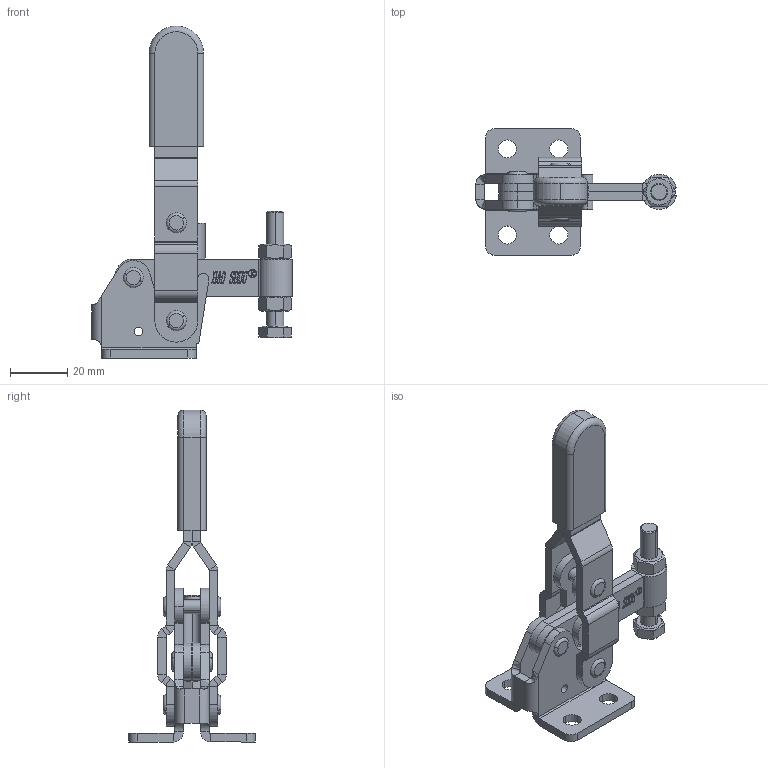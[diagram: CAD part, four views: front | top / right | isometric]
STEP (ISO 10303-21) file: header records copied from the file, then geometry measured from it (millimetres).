
FILE_DESCRIPTION (( 'STEP AP203' ), '1' );
FILE_NAME ('HS-11401 .STEP', '2019-07-29T01:37:22', ( '微软用户' ), ( '微软中国' ), 'SwSTEP 2.0', 'SolidWorks 2012', '' );
FILE_SCHEMA (( 'CONFIG_CONTROL_DESIGN' ));
Length unit declared in the file: millimetre
Products named in the file (11): HS-11401 ; hex nuts, style 1-grades ab gb_GB_FASTENER_NUT_SNAB1 M6-N; 傻种; hexagon head bolts-full thread gb_GB_FASTENER_BOLT_STBAB A M6X40-C; 揤參; 种; 忒梟; 忒參; 蟀裝; 楊擘菁釱
Assembly tree (14 placements, depth 2):
  HS-11401 
    楊擘菁釱
    蟀裝
    忒參
    忒梟  x2
    种  x2
    揤參
    揤參
    hexagon head bolts-full thread gb_GB_FASTENER_BOLT_STBAB A M6X40-C
    傻种  x2
    hex nuts, style 1-grades ab gb_GB_FASTENER_NUT_SNAB1 M6-N  x2
Bounding box: 69.93 x 44 x 115.7 mm (x, y, z)
Volume: 32063 mm3; surface area: 24936.4 mm2
Topology: 14 solids, 14 shells, 727 faces, 1817 edges, 1152 vertices
Faces by surface type: plane 428, cylinder 136, bspline 119, cone 26, torus 18
Entity records: 25774 total; most frequent: CARTESIAN_POINT 9752, ORIENTED_EDGE 3242, DIRECTION 2677, EDGE_CURVE 1621, LINE 1079, VECTOR 1079, VERTEX_POINT 1040, AXIS2_PLACEMENT_3D 799
